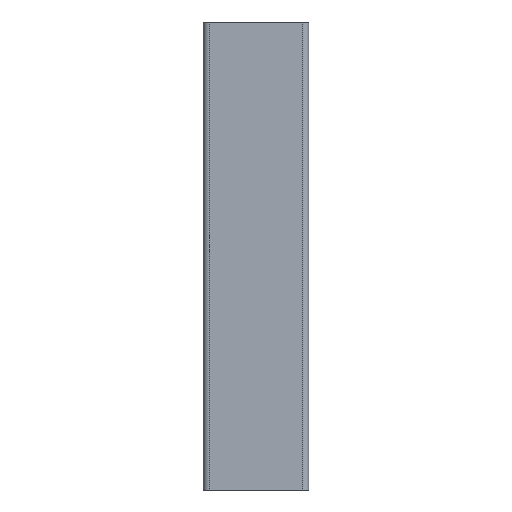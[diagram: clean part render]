
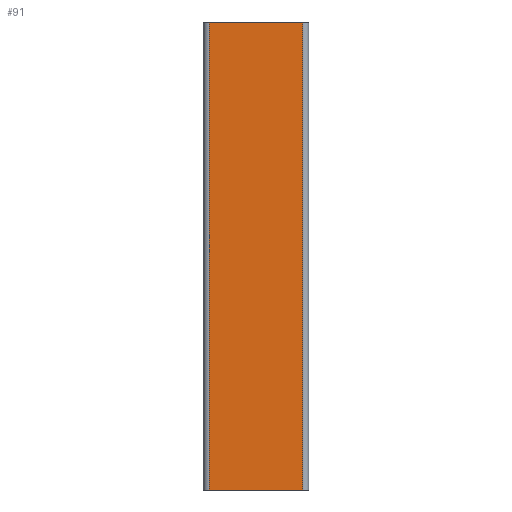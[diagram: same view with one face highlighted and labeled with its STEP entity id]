
A CAD part, left-side view. The second image highlights one B-rep face of the part: STEP entity #91.
In plain terms, the highlighted planar face has unit normal (-1, 0, 0).
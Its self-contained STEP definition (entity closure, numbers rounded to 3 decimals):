
#2 = ORIENTED_EDGE ( 'NONE', *, *, #431, .F. ) ;
#39 = DIRECTION ( 'NONE',  ( 0., 0., -1. ) ) ;
#52 = VERTEX_POINT ( 'NONE', #252 ) ;
#78 = DIRECTION ( 'NONE',  ( 0., 1., 0. ) ) ;
#91 = ADVANCED_FACE ( 'NONE', ( #850 ), #236, .F. ) ;
#101 = ORIENTED_EDGE ( 'NONE', *, *, #547, .T. ) ;
#118 = CARTESIAN_POINT ( 'NONE',  ( -9.5, -20., 0. ) ) ;
#141 = ORIENTED_EDGE ( 'NONE', *, *, #466, .T. ) ;
#159 = CARTESIAN_POINT ( 'NONE',  ( -9.5, -20., 200. ) ) ;
#173 = DIRECTION ( 'NONE',  ( 0., 0., -1. ) ) ;
#177 = VECTOR ( 'NONE', #250, 1000. ) ;
#191 = VERTEX_POINT ( 'NONE', #118 ) ;
#199 = CARTESIAN_POINT ( 'NONE',  ( -9.5, 20., 200. ) ) ;
#213 = CARTESIAN_POINT ( 'NONE',  ( -9.5, 20., 200. ) ) ;
#236 = PLANE ( 'NONE',  #394 ) ;
#250 = DIRECTION ( 'NONE',  ( 0., -1., 0. ) ) ;
#252 = CARTESIAN_POINT ( 'NONE',  ( -9.5, 20., 200. ) ) ;
#258 = CARTESIAN_POINT ( 'NONE',  ( -9.5, 20., 200. ) ) ;
#259 = CARTESIAN_POINT ( 'NONE',  ( -9.5, -20., 200. ) ) ;
#289 = DIRECTION ( 'NONE',  ( 1., 0., 0. ) ) ;
#291 = CARTESIAN_POINT ( 'NONE',  ( -9.5, 20., 0. ) ) ;
#394 = AXIS2_PLACEMENT_3D ( 'NONE', #199, #289, #78 ) ;
#431 = EDGE_CURVE ( 'NONE', #52, #796, #478, .T. ) ;
#466 = EDGE_CURVE ( 'NONE', #775, #191, #742, .T. ) ;
#478 = LINE ( 'NONE', #258, #177 ) ;
#513 = EDGE_LOOP ( 'NONE', ( #141, #795, #2, #101 ) ) ;
#547 = EDGE_CURVE ( 'NONE', #52, #775, #684, .T. ) ;
#554 = EDGE_CURVE ( 'NONE', #796, #191, #663, .T. ) ;
#654 = VECTOR ( 'NONE', #39, 1000. ) ;
#662 = VECTOR ( 'NONE', #173, 1000. ) ;
#663 = LINE ( 'NONE', #259, #654 ) ;
#684 = LINE ( 'NONE', #213, #662 ) ;
#741 = CARTESIAN_POINT ( 'NONE',  ( -9.5, 20., 0. ) ) ;
#742 = LINE ( 'NONE', #741, #748 ) ;
#748 = VECTOR ( 'NONE', #798, 1000. ) ;
#775 = VERTEX_POINT ( 'NONE', #291 ) ;
#795 = ORIENTED_EDGE ( 'NONE', *, *, #554, .F. ) ;
#796 = VERTEX_POINT ( 'NONE', #159 ) ;
#798 = DIRECTION ( 'NONE',  ( 0., -1., 0. ) ) ;
#850 = FACE_OUTER_BOUND ( 'NONE', #513, .T. ) ;
